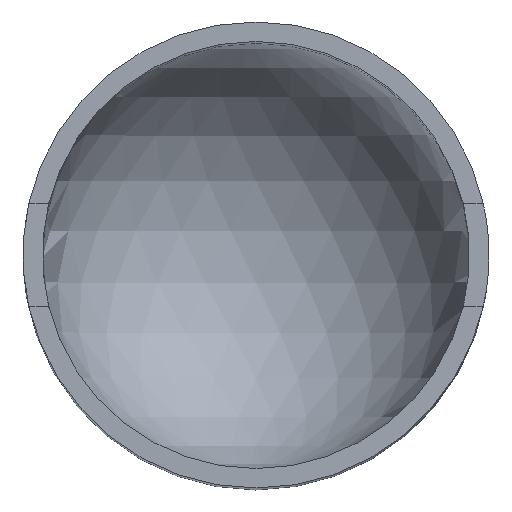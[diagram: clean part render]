
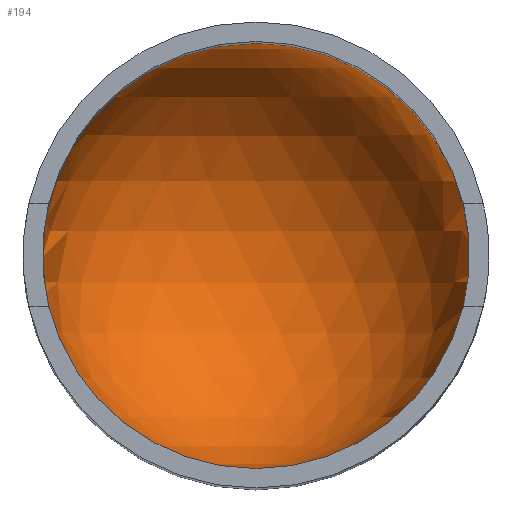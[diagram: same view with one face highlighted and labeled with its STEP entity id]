
A CAD part, top view. The second image highlights one B-rep face of the part: STEP entity #194.
In plain terms, the highlighted spherical face has radius 13.75 mm.
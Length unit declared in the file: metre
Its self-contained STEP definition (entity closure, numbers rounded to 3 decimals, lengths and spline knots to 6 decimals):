
#12=SPHERICAL_SURFACE('',#226,0.01375);
#22=CIRCLE('',#227,0.01375);
#43=ORIENTED_EDGE('',*,*,#92,.F.);
#92=EDGE_CURVE('',#116,#116,#22,.T.);
#116=VERTEX_POINT('',#334);
#158=EDGE_LOOP('',(#43));
#172=FACE_BOUND('',#158,.T.);
#194=ADVANCED_FACE('',(#172),#12,.F.);
#226=AXIS2_PLACEMENT_3D('',#332,#269,#270);
#227=AXIS2_PLACEMENT_3D('',#333,#271,#272);
#269=DIRECTION('',(0.,-1.,0.));
#270=DIRECTION('',(-1.,0.,0.));
#271=DIRECTION('',(0.,0.,-1.));
#272=DIRECTION('',(-1.,0.,0.));
#332=CARTESIAN_POINT('',(0.,0.,-0.06));
#333=CARTESIAN_POINT('',(0.,0.,-0.06));
#334=CARTESIAN_POINT('',(-0.01375,0.,-0.06));
